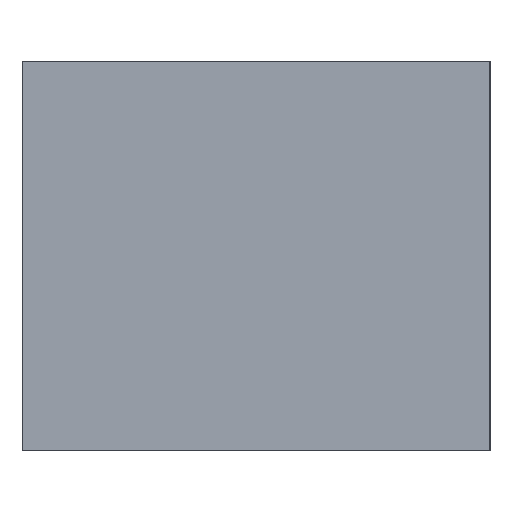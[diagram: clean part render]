
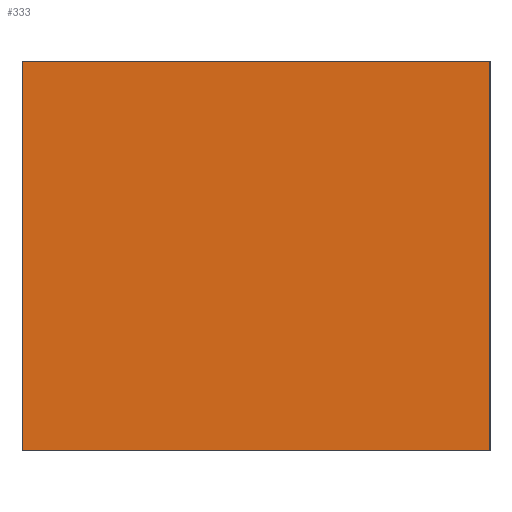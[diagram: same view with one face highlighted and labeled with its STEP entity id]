
A CAD part, left-side view. The second image highlights one B-rep face of the part: STEP entity #333.
In plain terms, the highlighted planar face has unit normal (-1, 0, 0).
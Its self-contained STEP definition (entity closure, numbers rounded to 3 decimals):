
#185 = PLANE ( 'NONE',  #1662 ) ;
#241 = EDGE_CURVE ( 'NONE', #387, #1452, #1115, .T. ) ;
#329 = EDGE_CURVE ( 'NONE', #1643, #387, #1961, .T. ) ;
#333 = ADVANCED_FACE ( 'NONE', ( #1931 ), #185, .T. ) ;
#336 = DIRECTION ( 'NONE',  ( 0., 0., -1. ) ) ;
#363 = ORIENTED_EDGE ( 'NONE', *, *, #1372, .T. ) ;
#387 = VERTEX_POINT ( 'NONE', #895 ) ;
#501 = VECTOR ( 'NONE', #2337, 1000. ) ;
#565 = ORIENTED_EDGE ( 'NONE', *, *, #241, .T. ) ;
#760 = CARTESIAN_POINT ( 'NONE',  ( -2., -6., 20. ) ) ;
#792 = EDGE_CURVE ( 'NONE', #850, #1452, #2003, .T. ) ;
#850 = VERTEX_POINT ( 'NONE', #1338 ) ;
#895 = CARTESIAN_POINT ( 'NONE',  ( -2., 18., 0. ) ) ;
#977 = ORIENTED_EDGE ( 'NONE', *, *, #792, .F. ) ;
#1115 = LINE ( 'NONE', #1953, #501 ) ;
#1132 = LINE ( 'NONE', #2313, #1947 ) ;
#1198 = EDGE_LOOP ( 'NONE', ( #565, #977, #363, #2205 ) ) ;
#1221 = DIRECTION ( 'NONE',  ( 0., 1., 0. ) ) ;
#1255 = DIRECTION ( 'NONE',  ( 0., 0., 1. ) ) ;
#1269 = DIRECTION ( 'NONE',  ( -1., 0., 0. ) ) ;
#1325 = DIRECTION ( 'NONE',  ( 0., 0., -1. ) ) ;
#1338 = CARTESIAN_POINT ( 'NONE',  ( -2., -6., 20. ) ) ;
#1372 = EDGE_CURVE ( 'NONE', #850, #1643, #1132, .T. ) ;
#1452 = VERTEX_POINT ( 'NONE', #1633 ) ;
#1483 = VECTOR ( 'NONE', #336, 1000. ) ;
#1633 = CARTESIAN_POINT ( 'NONE',  ( -2., -6., 0. ) ) ;
#1639 = CARTESIAN_POINT ( 'NONE',  ( -2., 0., 0. ) ) ;
#1643 = VERTEX_POINT ( 'NONE', #1707 ) ;
#1662 = AXIS2_PLACEMENT_3D ( 'NONE', #1639, #1269, #1255 ) ;
#1707 = CARTESIAN_POINT ( 'NONE',  ( -2., 18., 20. ) ) ;
#1931 = FACE_OUTER_BOUND ( 'NONE', #1198, .T. ) ;
#1947 = VECTOR ( 'NONE', #1221, 1000. ) ;
#1953 = CARTESIAN_POINT ( 'NONE',  ( -2., 18., 0. ) ) ;
#1961 = LINE ( 'NONE', #2196, #1483 ) ;
#1975 = VECTOR ( 'NONE', #1325, 1000. ) ;
#2003 = LINE ( 'NONE', #760, #1975 ) ;
#2196 = CARTESIAN_POINT ( 'NONE',  ( -2., 18., 0. ) ) ;
#2205 = ORIENTED_EDGE ( 'NONE', *, *, #329, .T. ) ;
#2313 = CARTESIAN_POINT ( 'NONE',  ( -2., 18., 20. ) ) ;
#2337 = DIRECTION ( 'NONE',  ( 0., -1., 0. ) ) ;
